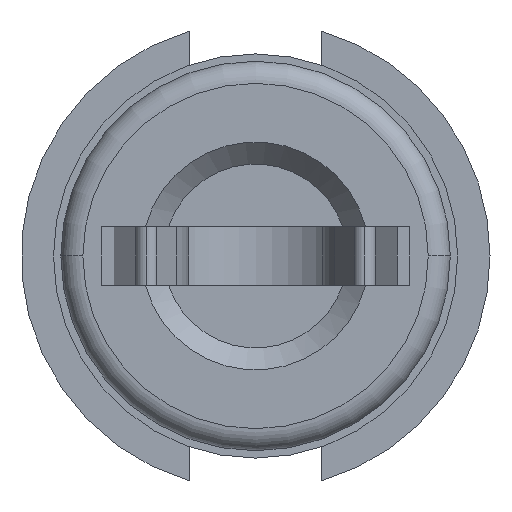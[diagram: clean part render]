
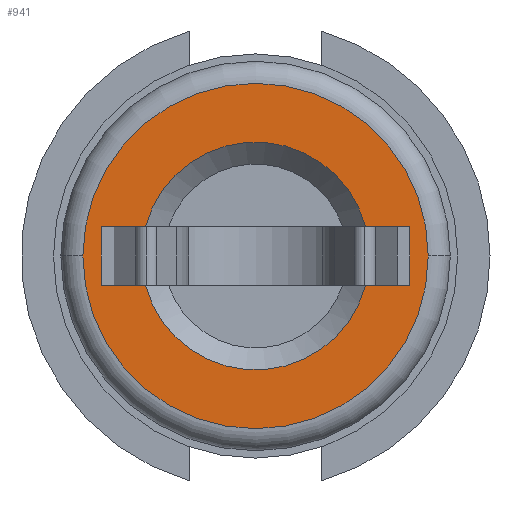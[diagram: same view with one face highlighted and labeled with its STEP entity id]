
A CAD part, left-side view. The second image highlights one B-rep face of the part: STEP entity #941.
In plain terms, the highlighted planar face has unit normal (-1, 0, 0).
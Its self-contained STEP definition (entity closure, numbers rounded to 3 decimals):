
#4 = CARTESIAN_POINT ( 'NONE',  ( -7.173, -1.361, 13.9 ) ) ;
#35 = DIRECTION ( 'NONE',  ( 0., 0., 1. ) ) ;
#71 = VECTOR ( 'NONE', #1985, 1000. ) ;
#86 = CARTESIAN_POINT ( 'NONE',  ( -7.173, 2.839, 13.9 ) ) ;
#137 = ORIENTED_EDGE ( 'NONE', *, *, #1929, .F. ) ;
#142 = DIRECTION ( 'NONE',  ( 0., 1., 0. ) ) ;
#158 = CARTESIAN_POINT ( 'NONE',  ( -7.173, 3.089, 14.3 ) ) ;
#213 = ORIENTED_EDGE ( 'NONE', *, *, #2616, .F. ) ;
#231 = CARTESIAN_POINT ( 'NONE',  ( -7.173, 0.739, 14.3 ) ) ;
#242 = ORIENTED_EDGE ( 'NONE', *, *, #777, .T. ) ;
#246 = CARTESIAN_POINT ( 'NONE',  ( -7.173, 0.739, 14.3 ) ) ;
#249 = LINE ( 'NONE', #1100, #499 ) ;
#259 = AXIS2_PLACEMENT_3D ( 'NONE', #2309, #1258, #802 ) ;
#270 = CARTESIAN_POINT ( 'NONE',  ( -7.173, -0.446, 13.9 ) ) ;
#274 = LINE ( 'NONE', #920, #71 ) ;
#419 = EDGE_CURVE ( 'NONE', #685, #1091, #1473, .T. ) ;
#449 = CIRCLE ( 'NONE', #2271, 1.55 ) ;
#451 = VECTOR ( 'NONE', #588, 1000. ) ;
#464 = VERTEX_POINT ( 'NONE', #818 ) ;
#475 = VERTEX_POINT ( 'NONE', #1684 ) ;
#486 = CARTESIAN_POINT ( 'NONE',  ( -7.173, -0.759, 14.7 ) ) ;
#499 = VECTOR ( 'NONE', #660, 1000. ) ;
#588 = DIRECTION ( 'NONE',  ( 0., 0., -1. ) ) ;
#658 = EDGE_CURVE ( 'NONE', #1742, #1105, #449, .T. ) ;
#660 = DIRECTION ( 'NONE',  ( 0., 1., 0. ) ) ;
#673 = EDGE_CURVE ( 'NONE', #1742, #1045, #1925, .T. ) ;
#677 = ORIENTED_EDGE ( 'NONE', *, *, #1734, .F. ) ;
#685 = VERTEX_POINT ( 'NONE', #1067 ) ;
#747 = VERTEX_POINT ( 'NONE', #486 ) ;
#755 = VECTOR ( 'NONE', #35, 1000. ) ;
#777 = EDGE_CURVE ( 'NONE', #1093, #747, #1568, .T. ) ;
#802 = DIRECTION ( 'NONE',  ( 0., -1., 0. ) ) ;
#818 = CARTESIAN_POINT ( 'NONE',  ( -7.173, 2.839, 14.7 ) ) ;
#823 = ORIENTED_EDGE ( 'NONE', *, *, #673, .F. ) ;
#857 = DIRECTION ( 'NONE',  ( 0., -1., 0. ) ) ;
#860 = DIRECTION ( 'NONE',  ( 0., -1., 0. ) ) ;
#878 = CARTESIAN_POINT ( 'NONE',  ( -7.173, -1.361, 13.9 ) ) ;
#890 = LINE ( 'NONE', #878, #755 ) ;
#920 = CARTESIAN_POINT ( 'NONE',  ( -7.173, 2.839, 13.9 ) ) ;
#941 = ADVANCED_FACE ( 'NONE', ( #2495, #1223 ), #2275, .F. ) ;
#958 = DIRECTION ( 'NONE',  ( 0., 1., 0. ) ) ;
#1032 = VECTOR ( 'NONE', #2528, 1000. ) ;
#1045 = VERTEX_POINT ( 'NONE', #4 ) ;
#1067 = CARTESIAN_POINT ( 'NONE',  ( -7.173, 3.089, 14.3 ) ) ;
#1091 = VERTEX_POINT ( 'NONE', #2537 ) ;
#1093 = VERTEX_POINT ( 'NONE', #2305 ) ;
#1100 = CARTESIAN_POINT ( 'NONE',  ( -7.173, 1.923, 14.7 ) ) ;
#1105 = VERTEX_POINT ( 'NONE', #2292 ) ;
#1170 = ORIENTED_EDGE ( 'NONE', *, *, #1799, .F. ) ;
#1205 = DIRECTION ( 'NONE',  ( 1., 0., 0. ) ) ;
#1221 = VERTEX_POINT ( 'NONE', #86 ) ;
#1223 = FACE_OUTER_BOUND ( 'NONE', #2386, .T. ) ;
#1258 = DIRECTION ( 'NONE',  ( -1., 0., 0. ) ) ;
#1322 = AXIS2_PLACEMENT_3D ( 'NONE', #246, #1737, #860 ) ;
#1433 = VECTOR ( 'NONE', #857, 1000. ) ;
#1473 = CIRCLE ( 'NONE', #259, 2.35 ) ;
#1568 = CIRCLE ( 'NONE', #2344, 1.55 ) ;
#1603 = DIRECTION ( 'NONE',  ( 1., 0., 0. ) ) ;
#1649 = CARTESIAN_POINT ( 'NONE',  ( -7.173, 2.839, 14.3 ) ) ;
#1651 = ORIENTED_EDGE ( 'NONE', *, *, #2164, .T. ) ;
#1684 = CARTESIAN_POINT ( 'NONE',  ( -7.173, -1.361, 14.7 ) ) ;
#1734 = EDGE_CURVE ( 'NONE', #1093, #464, #249, .T. ) ;
#1737 = DIRECTION ( 'NONE',  ( -1., 0., 0. ) ) ;
#1742 = VERTEX_POINT ( 'NONE', #2382 ) ;
#1799 = EDGE_CURVE ( 'NONE', #1045, #475, #890, .T. ) ;
#1863 = EDGE_LOOP ( 'NONE', ( #823, #1878, #137, #2411, #677, #242, #213, #1170 ) ) ;
#1868 = CARTESIAN_POINT ( 'NONE',  ( -7.173, -1.361, 14.7 ) ) ;
#1878 = ORIENTED_EDGE ( 'NONE', *, *, #658, .T. ) ;
#1883 = LINE ( 'NONE', #1868, #1032 ) ;
#1925 = LINE ( 'NONE', #270, #1433 ) ;
#1929 = EDGE_CURVE ( 'NONE', #1221, #1105, #274, .T. ) ;
#1982 = DIRECTION ( 'NONE',  ( 1., 0., 0. ) ) ;
#1985 = DIRECTION ( 'NONE',  ( 0., -1., 0. ) ) ;
#2164 = EDGE_CURVE ( 'NONE', #1091, #685, #2170, .T. ) ;
#2170 = CIRCLE ( 'NONE', #1322, 2.35 ) ;
#2225 = CARTESIAN_POINT ( 'NONE',  ( -7.173, 0.739, 14.3 ) ) ;
#2271 = AXIS2_PLACEMENT_3D ( 'NONE', #231, #1982, #2361 ) ;
#2275 = PLANE ( 'NONE',  #2380 ) ;
#2292 = CARTESIAN_POINT ( 'NONE',  ( -7.173, 2.236, 13.9 ) ) ;
#2305 = CARTESIAN_POINT ( 'NONE',  ( -7.173, 2.236, 14.7 ) ) ;
#2309 = CARTESIAN_POINT ( 'NONE',  ( -7.173, 0.739, 14.3 ) ) ;
#2317 = ORIENTED_EDGE ( 'NONE', *, *, #419, .T. ) ;
#2344 = AXIS2_PLACEMENT_3D ( 'NONE', #2225, #1603, #958 ) ;
#2361 = DIRECTION ( 'NONE',  ( 0., 1., 0. ) ) ;
#2380 = AXIS2_PLACEMENT_3D ( 'NONE', #158, #1205, #142 ) ;
#2382 = CARTESIAN_POINT ( 'NONE',  ( -7.173, -0.759, 13.9 ) ) ;
#2386 = EDGE_LOOP ( 'NONE', ( #1651, #2317 ) ) ;
#2411 = ORIENTED_EDGE ( 'NONE', *, *, #2655, .F. ) ;
#2495 = FACE_BOUND ( 'NONE', #1863, .T. ) ;
#2528 = DIRECTION ( 'NONE',  ( 0., 1., 0. ) ) ;
#2537 = CARTESIAN_POINT ( 'NONE',  ( -7.173, -1.611, 14.3 ) ) ;
#2616 = EDGE_CURVE ( 'NONE', #475, #747, #1883, .T. ) ;
#2655 = EDGE_CURVE ( 'NONE', #464, #1221, #2741, .T. ) ;
#2741 = LINE ( 'NONE', #1649, #451 ) ;
